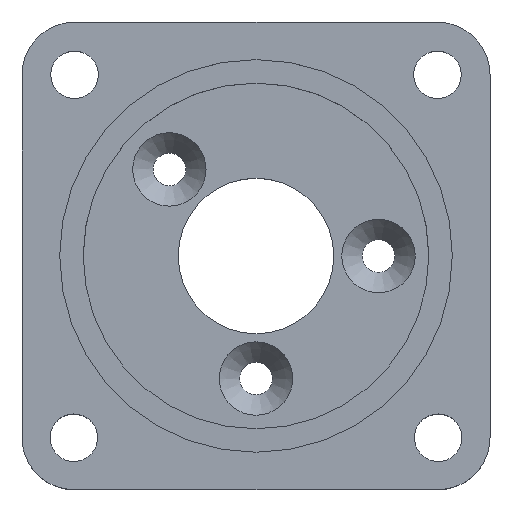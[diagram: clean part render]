
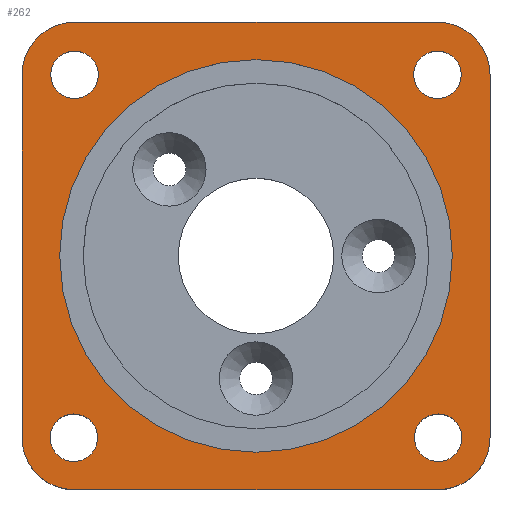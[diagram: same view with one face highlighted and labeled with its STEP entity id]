
A CAD part, top view. The second image highlights one B-rep face of the part: STEP entity #262.
In plain terms, the highlighted planar face has unit normal (0, 0, 1).
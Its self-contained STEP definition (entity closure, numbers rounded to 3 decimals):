
#24 = VERTEX_POINT('',#25);
#25 = CARTESIAN_POINT('',(-33.464,-42.926,15.875));
#31 = EDGE_CURVE('',#24,#32,#34,.T.);
#32 = VERTEX_POINT('',#33);
#33 = CARTESIAN_POINT('',(33.464,-42.926,15.875));
#34 = LINE('',#35,#36);
#35 = CARTESIAN_POINT('',(-33.464,-42.926,15.875));
#36 = VECTOR('',#37,1.);
#37 = DIRECTION('',(1.,0.,0.));
#64 = VERTEX_POINT('',#65);
#65 = CARTESIAN_POINT('',(-42.989,-33.401,15.875));
#71 = EDGE_CURVE('',#64,#24,#72,.T.);
#72 = CIRCLE('',#73,9.525);
#73 = AXIS2_PLACEMENT_3D('',#74,#75,#76);
#74 = CARTESIAN_POINT('',(-33.464,-33.401,15.875));
#75 = DIRECTION('',(0.,0.,1.));
#76 = DIRECTION('',(1.,0.,0.));
#95 = EDGE_CURVE('',#32,#96,#98,.T.);
#96 = VERTEX_POINT('',#97);
#97 = CARTESIAN_POINT('',(42.989,-33.401,15.875));
#98 = CIRCLE('',#99,9.525);
#99 = AXIS2_PLACEMENT_3D('',#100,#101,#102);
#100 = CARTESIAN_POINT('',(33.464,-33.401,15.875));
#101 = DIRECTION('',(0.,0.,1.));
#102 = DIRECTION('',(1.,0.,0.));
#262 = ADVANCED_FACE('',(#263,#308,#319,#330,#341,#352),#363,.T.);
#263 = FACE_BOUND('',#264,.T.);
#264 = EDGE_LOOP('',(#265,#266,#267,#275,#284,#292,#301,#307));
#265 = ORIENTED_EDGE('',*,*,#31,.T.);
#266 = ORIENTED_EDGE('',*,*,#95,.T.);
#267 = ORIENTED_EDGE('',*,*,#268,.T.);
#268 = EDGE_CURVE('',#96,#269,#271,.T.);
#269 = VERTEX_POINT('',#270);
#270 = CARTESIAN_POINT('',(42.989,33.274,15.875));
#271 = LINE('',#272,#273);
#272 = CARTESIAN_POINT('',(42.989,-33.401,15.875));
#273 = VECTOR('',#274,1.);
#274 = DIRECTION('',(0.,1.,0.));
#275 = ORIENTED_EDGE('',*,*,#276,.T.);
#276 = EDGE_CURVE('',#269,#277,#279,.T.);
#277 = VERTEX_POINT('',#278);
#278 = CARTESIAN_POINT('',(33.338,42.926,15.875));
#279 = CIRCLE('',#280,9.652);
#280 = AXIS2_PLACEMENT_3D('',#281,#282,#283);
#281 = CARTESIAN_POINT('',(33.338,33.274,15.875));
#282 = DIRECTION('',(0.,0.,1.));
#283 = DIRECTION('',(1.,0.,0.));
#284 = ORIENTED_EDGE('',*,*,#285,.T.);
#285 = EDGE_CURVE('',#277,#286,#288,.T.);
#286 = VERTEX_POINT('',#287);
#287 = CARTESIAN_POINT('',(-33.338,42.926,15.875));
#288 = LINE('',#289,#290);
#289 = CARTESIAN_POINT('',(33.338,42.926,15.875));
#290 = VECTOR('',#291,1.);
#291 = DIRECTION('',(-1.,0.,0.));
#292 = ORIENTED_EDGE('',*,*,#293,.T.);
#293 = EDGE_CURVE('',#286,#294,#296,.T.);
#294 = VERTEX_POINT('',#295);
#295 = CARTESIAN_POINT('',(-42.989,33.274,15.875));
#296 = CIRCLE('',#297,9.652);
#297 = AXIS2_PLACEMENT_3D('',#298,#299,#300);
#298 = CARTESIAN_POINT('',(-33.338,33.274,15.875));
#299 = DIRECTION('',(0.,0.,1.));
#300 = DIRECTION('',(1.,0.,0.));
#301 = ORIENTED_EDGE('',*,*,#302,.T.);
#302 = EDGE_CURVE('',#294,#64,#303,.T.);
#303 = LINE('',#304,#305);
#304 = CARTESIAN_POINT('',(-42.989,33.274,15.875));
#305 = VECTOR('',#306,1.);
#306 = DIRECTION('',(0.,-1.,0.));
#307 = ORIENTED_EDGE('',*,*,#71,.T.);
#308 = FACE_BOUND('',#309,.T.);
#309 = EDGE_LOOP('',(#310));
#310 = ORIENTED_EDGE('',*,*,#311,.F.);
#311 = EDGE_CURVE('',#312,#312,#314,.T.);
#312 = VERTEX_POINT('',#313);
#313 = CARTESIAN_POINT('',(-29.096,-33.401,15.875));
#314 = CIRCLE('',#315,4.369);
#315 = AXIS2_PLACEMENT_3D('',#316,#317,#318);
#316 = CARTESIAN_POINT('',(-33.464,-33.401,15.875));
#317 = DIRECTION('',(0.,0.,1.));
#318 = DIRECTION('',(1.,0.,0.));
#319 = FACE_BOUND('',#320,.T.);
#320 = EDGE_LOOP('',(#321));
#321 = ORIENTED_EDGE('',*,*,#322,.F.);
#322 = EDGE_CURVE('',#323,#323,#325,.T.);
#323 = VERTEX_POINT('',#324);
#324 = CARTESIAN_POINT('',(37.833,-33.401,15.875));
#325 = CIRCLE('',#326,4.369);
#326 = AXIS2_PLACEMENT_3D('',#327,#328,#329);
#327 = CARTESIAN_POINT('',(33.464,-33.401,15.875));
#328 = DIRECTION('',(0.,0.,1.));
#329 = DIRECTION('',(1.,0.,0.));
#330 = FACE_BOUND('',#331,.T.);
#331 = EDGE_LOOP('',(#332));
#332 = ORIENTED_EDGE('',*,*,#333,.F.);
#333 = EDGE_CURVE('',#334,#334,#336,.T.);
#334 = VERTEX_POINT('',#335);
#335 = CARTESIAN_POINT('',(-28.969,33.274,15.875));
#336 = CIRCLE('',#337,4.369);
#337 = AXIS2_PLACEMENT_3D('',#338,#339,#340);
#338 = CARTESIAN_POINT('',(-33.338,33.274,15.875));
#339 = DIRECTION('',(0.,0.,1.));
#340 = DIRECTION('',(1.,0.,0.));
#341 = FACE_BOUND('',#342,.T.);
#342 = EDGE_LOOP('',(#343));
#343 = ORIENTED_EDGE('',*,*,#344,.F.);
#344 = EDGE_CURVE('',#345,#345,#347,.T.);
#345 = VERTEX_POINT('',#346);
#346 = CARTESIAN_POINT('',(36.068,0.,15.875));
#347 = CIRCLE('',#348,36.068);
#348 = AXIS2_PLACEMENT_3D('',#349,#350,#351);
#349 = CARTESIAN_POINT('',(0.,0.,15.875));
#350 = DIRECTION('',(0.,0.,1.));
#351 = DIRECTION('',(1.,0.,0.));
#352 = FACE_BOUND('',#353,.T.);
#353 = EDGE_LOOP('',(#354));
#354 = ORIENTED_EDGE('',*,*,#355,.F.);
#355 = EDGE_CURVE('',#356,#356,#358,.T.);
#356 = VERTEX_POINT('',#357);
#357 = CARTESIAN_POINT('',(37.706,33.274,15.875));
#358 = CIRCLE('',#359,4.369);
#359 = AXIS2_PLACEMENT_3D('',#360,#361,#362);
#360 = CARTESIAN_POINT('',(33.338,33.274,15.875));
#361 = DIRECTION('',(0.,0.,1.));
#362 = DIRECTION('',(1.,0.,0.));
#363 = PLANE('',#364);
#364 = AXIS2_PLACEMENT_3D('',#365,#366,#367);
#365 = CARTESIAN_POINT('',(0.,-0.027,15.875));
#366 = DIRECTION('',(0.,0.,1.));
#367 = DIRECTION('',(1.,0.,0.));
